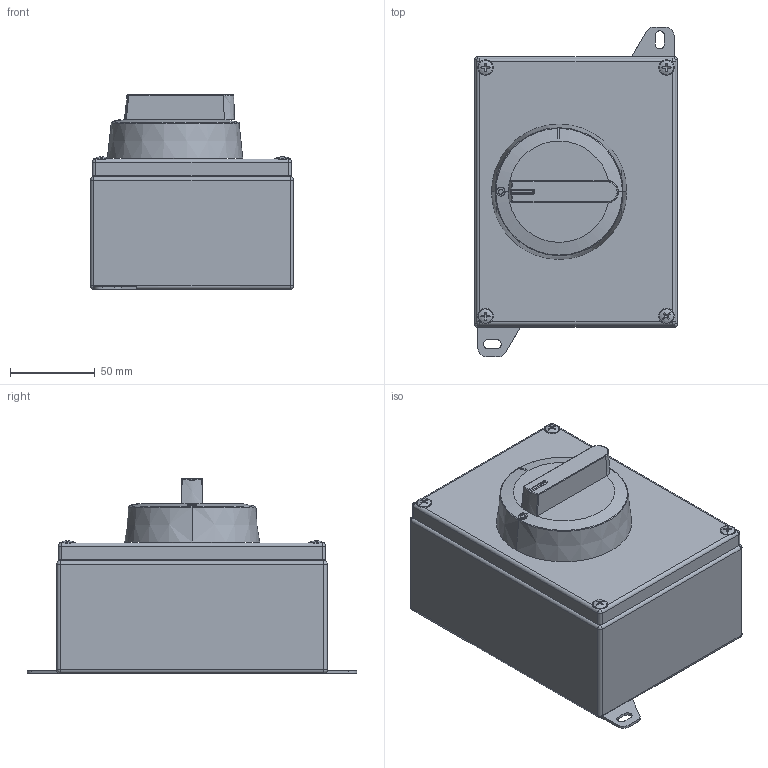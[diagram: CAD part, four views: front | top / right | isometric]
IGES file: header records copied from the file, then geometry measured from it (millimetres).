
Global section: file name: No Iges File Name specified; native system: AutoDesk Inventor R12.0; preprocessor: AutoDesk Inventor Iges Exporter R12.0; date: 20081223.142132; units: millimetre
Bounding box: 120 x 195 x 115 mm (x, y, z)
Volume: 254045.1 mm3; surface area: 199152.3 mm2
Topology: 7 solids, 7 shells, 389 faces, 924 edges, 544 vertices
Faces by surface type: plane 153, cylinder 79, revolution 53, bspline 37, sphere 26, cone 25, torus 16
